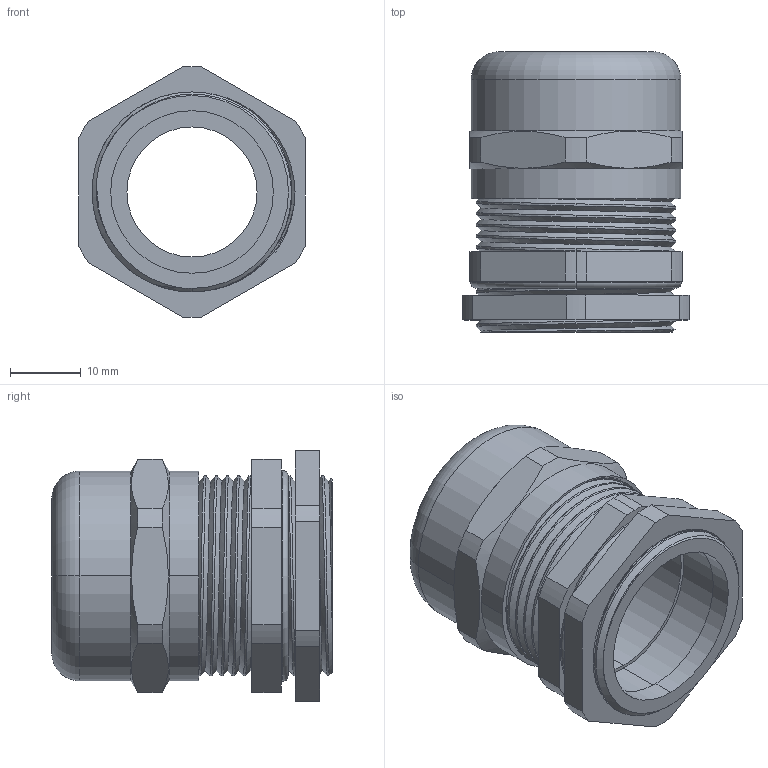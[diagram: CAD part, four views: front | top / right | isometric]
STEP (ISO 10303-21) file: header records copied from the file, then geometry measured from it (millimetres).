
FILE_DESCRIPTION (( 'STEP AP203' ), '1' );
FILE_NAME ('BSBCX-06.step', '2016-02-11T13:29:54', ( '' ), ( '' ), 'SwSTEP 2.0', 'SolidWorks 2015', '' );
FILE_SCHEMA (( 'CONFIG_CONTROL_DESIGN' ));
Length unit declared in the file: millimetre
Products named in the file (1): BSBCX-06
Bounding box: 32 x 39.7 x 35.49 mm (x, y, z)
Volume: 12486.9 mm3; surface area: 18373.3 mm2
Topology: 6 solids, 6 shells, 241 faces, 659 edges, 433 vertices
Faces by surface type: plane 134, cylinder 77, torus 12, cone 9, bspline 9
Entity records: 10617 total; most frequent: CARTESIAN_POINT 4523, ORIENTED_EDGE 1318, DIRECTION 1239, EDGE_CURVE 659, AXIS2_PLACEMENT_3D 456, VERTEX_POINT 433, VECTOR 327, LINE 327
